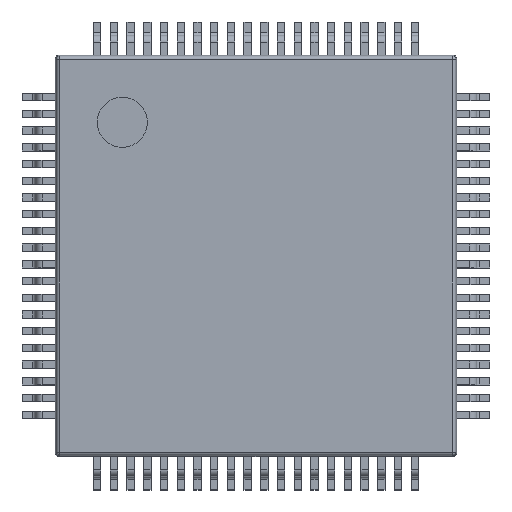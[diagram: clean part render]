
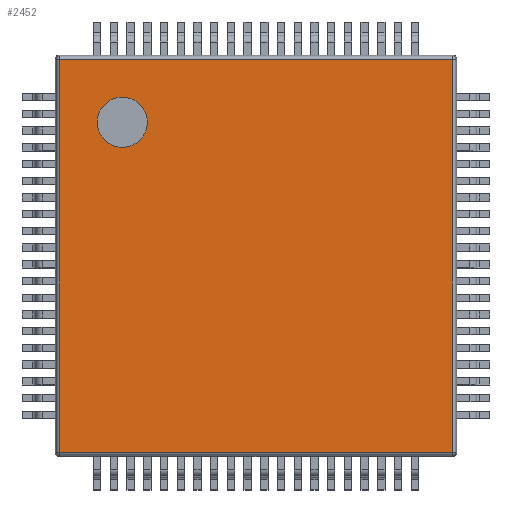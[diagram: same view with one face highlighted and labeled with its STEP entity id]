
A CAD part, top view. The second image highlights one B-rep face of the part: STEP entity #2452.
In plain terms, the highlighted planar face has unit normal (0, 0, 1).
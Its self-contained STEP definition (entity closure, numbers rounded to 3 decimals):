
#2276 = VERTEX_POINT('',#2277);
#2277 = CARTESIAN_POINT('',(0.124,0.124,1.));
#2284 = EDGE_CURVE('',#2276,#2285,#2287,.T.);
#2285 = VERTEX_POINT('',#2286);
#2286 = CARTESIAN_POINT('',(0.124,11.876,1.));
#2287 = LINE('',#2288,#2289);
#2288 = CARTESIAN_POINT('',(0.124,0.034,1.));
#2289 = VECTOR('',#2290,1.);
#2290 = DIRECTION('',(0.,1.,0.));
#2327 = VERTEX_POINT('',#2328);
#2328 = CARTESIAN_POINT('',(11.876,0.124,1.));
#2335 = EDGE_CURVE('',#2276,#2327,#2336,.T.);
#2336 = LINE('',#2337,#2338);
#2337 = CARTESIAN_POINT('',(0.034,0.124,1.));
#2338 = VECTOR('',#2339,1.);
#2339 = DIRECTION('',(1.,0.,0.));
#2381 = EDGE_CURVE('',#2285,#2382,#2384,.T.);
#2382 = VERTEX_POINT('',#2383);
#2383 = CARTESIAN_POINT('',(11.876,11.876,1.));
#2384 = LINE('',#2385,#2386);
#2385 = CARTESIAN_POINT('',(0.034,11.876,1.));
#2386 = VECTOR('',#2387,1.);
#2387 = DIRECTION('',(1.,0.,0.));
#2412 = EDGE_CURVE('',#2327,#2382,#2413,.T.);
#2413 = LINE('',#2414,#2415);
#2414 = CARTESIAN_POINT('',(11.876,0.034,1.));
#2415 = VECTOR('',#2416,1.);
#2416 = DIRECTION('',(0.,1.,0.));
#2452 = ADVANCED_FACE('',(#2453,#2459),#2470,.T.);
#2453 = FACE_BOUND('',#2454,.T.);
#2454 = EDGE_LOOP('',(#2455,#2456,#2457,#2458));
#2455 = ORIENTED_EDGE('',*,*,#2284,.F.);
#2456 = ORIENTED_EDGE('',*,*,#2335,.T.);
#2457 = ORIENTED_EDGE('',*,*,#2412,.T.);
#2458 = ORIENTED_EDGE('',*,*,#2381,.F.);
#2459 = FACE_BOUND('',#2460,.T.);
#2460 = EDGE_LOOP('',(#2461));
#2461 = ORIENTED_EDGE('',*,*,#2462,.F.);
#2462 = EDGE_CURVE('',#2463,#2463,#2465,.T.);
#2463 = VERTEX_POINT('',#2464);
#2464 = CARTESIAN_POINT('',(2.75,10.,1.));
#2465 = CIRCLE('',#2466,0.75);
#2466 = AXIS2_PLACEMENT_3D('',#2467,#2468,#2469);
#2467 = CARTESIAN_POINT('',(2.,10.,1.));
#2468 = DIRECTION('',(0.,0.,1.));
#2469 = DIRECTION('',(1.,0.,0.));
#2470 = PLANE('',#2471);
#2471 = AXIS2_PLACEMENT_3D('',#2472,#2473,#2474);
#2472 = CARTESIAN_POINT('',(0.,0.,1.));
#2473 = DIRECTION('',(0.,0.,1.));
#2474 = DIRECTION('',(1.,0.,0.));
